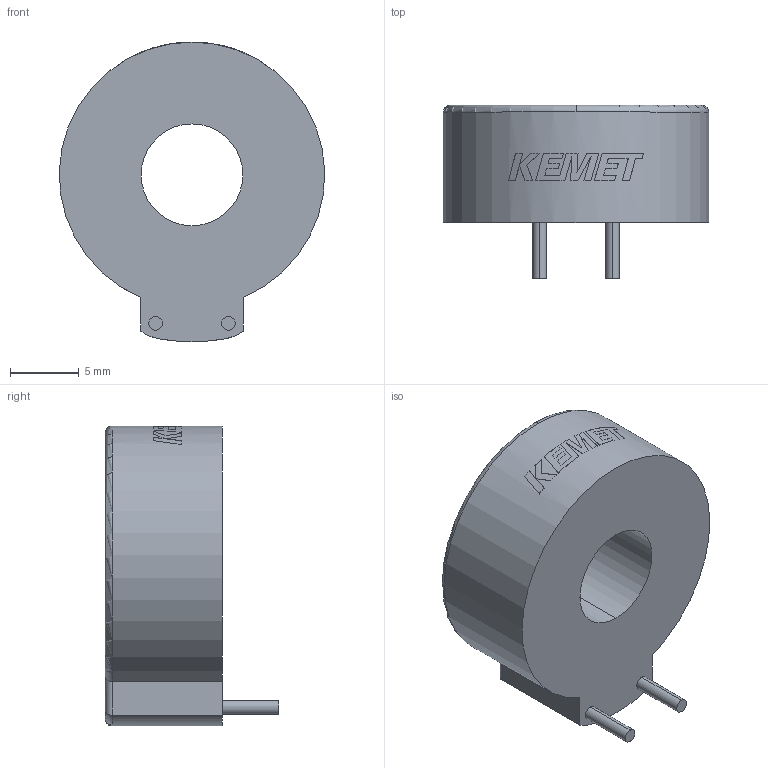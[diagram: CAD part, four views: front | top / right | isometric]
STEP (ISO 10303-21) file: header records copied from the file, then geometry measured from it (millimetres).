
FILE_DESCRIPTION (( 'STEP AP214' ), '1' );
FILE_NAME ('Default.STEP', '2018-06-05T14:06:57', ( '' ), ( '' ), 'SwSTEP 2.0', 'SolidWorks 2014', '' );
FILE_SCHEMA (( 'AUTOMOTIVE_DESIGN' ));
Length unit declared in the file: millimetre
Products named in the file (1): Default
Bounding box: 19.29 x 12.6 x 21.8 mm (x, y, z)
Volume: 2283.9 mm3; surface area: 1304.4 mm2
Topology: 1 solids, 1 shells, 77 faces, 205 edges, 135 vertices
Faces by surface type: bspline 35, plane 28, cylinder 12, torus 2
Entity records: 3006 total; most frequent: CARTESIAN_POINT 1109, ORIENTED_EDGE 410, DIRECTION 229, EDGE_CURVE 205, VERTEX_POINT 135, B_SPLINE_CURVE_WITH_KNOTS 124, AXIS2_PLACEMENT_3D 105, EDGE_LOOP 84
